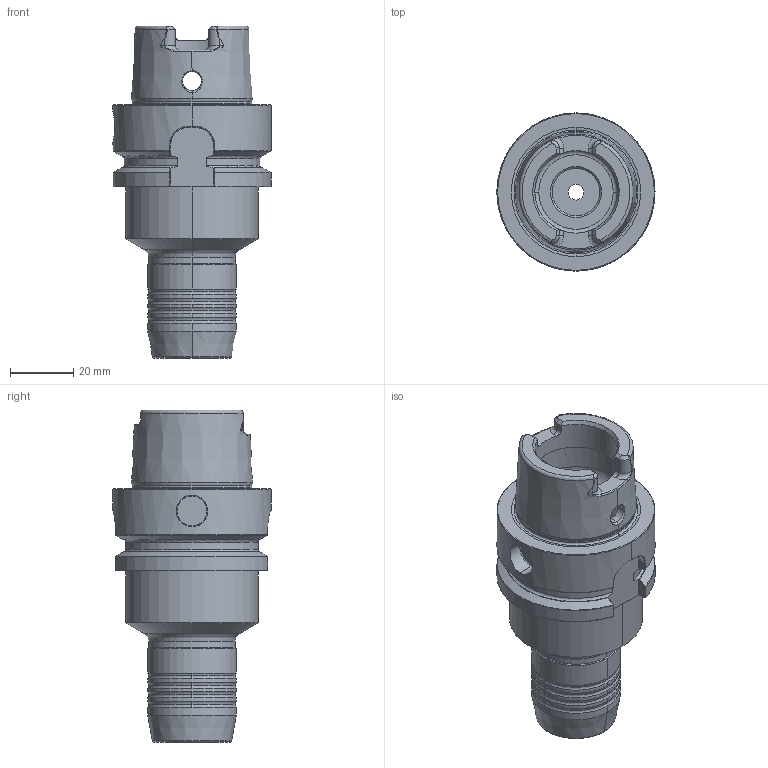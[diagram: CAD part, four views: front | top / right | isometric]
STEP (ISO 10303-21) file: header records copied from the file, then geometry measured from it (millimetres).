
FILE_DESCRIPTION (( 'STEP AP214' ), '1' );
FILE_NAME ('77.A50.008 x=80_step.STEP', '2021-06-10T20:44:10', ( '' ), ( '' ), 'SwSTEP 2.0', 'SolidWorks 2018', '' );
FILE_SCHEMA (( 'AUTOMOTIVE_DESIGN' ));
Length unit declared in the file: millimetre
Products named in the file (1): 77.A50.008 x=80_step
Bounding box: 49.95 x 49.95 x 104.9 mm (x, y, z)
Volume: 92670.1 mm3; surface area: 21428.1 mm2
Topology: 1 solids, 1 shells, 312 faces, 767 edges, 445 vertices
Faces by surface type: bspline 85, torus 62, cylinder 61, plane 61, cone 43
Entity records: 17921 total; most frequent: CARTESIAN_POINT 11160, ORIENTED_EDGE 1506, DIRECTION 1131, EDGE_CURVE 753, AXIS2_PLACEMENT_3D 489, VERTEX_POINT 445, EDGE_LOOP 320, B_SPLINE_CURVE_WITH_KNOTS 314
